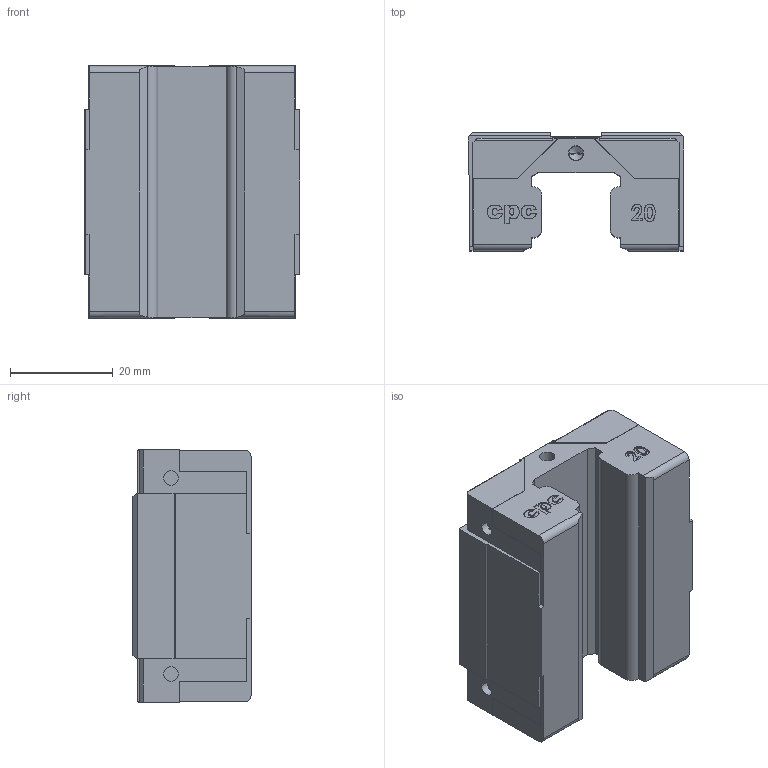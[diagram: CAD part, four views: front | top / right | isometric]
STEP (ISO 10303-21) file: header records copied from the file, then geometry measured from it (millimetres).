
FILE_DESCRIPTION (( 'STEP AP214' ), '1' );
FILE_NAME ('ARC20MS-block.STEP', '2013-03-11T11:13:37', ( 'CPC' ), ( '' ), 'SwSTEP 2.0', 'SolidWorks 2010', '' );
FILE_SCHEMA (( 'AUTOMOTIVE_DESIGN' ));
Length unit declared in the file: millimetre
Products named in the file (1): ARC20MS-block
Bounding box: 42 x 23 x 49.2 mm (x, y, z)
Volume: 33824.1 mm3; surface area: 9837.4 mm2
Topology: 1 solids, 1 shells, 280 faces, 750 edges, 492 vertices
Faces by surface type: plane 136, bspline 90, cylinder 42, cone 12
Entity records: 16740 total; most frequent: CARTESIAN_POINT 9943, ORIENTED_EDGE 1484, DIRECTION 1020, EDGE_CURVE 742, VERTEX_POINT 492, VECTOR 462, LINE 462, EDGE_LOOP 308
